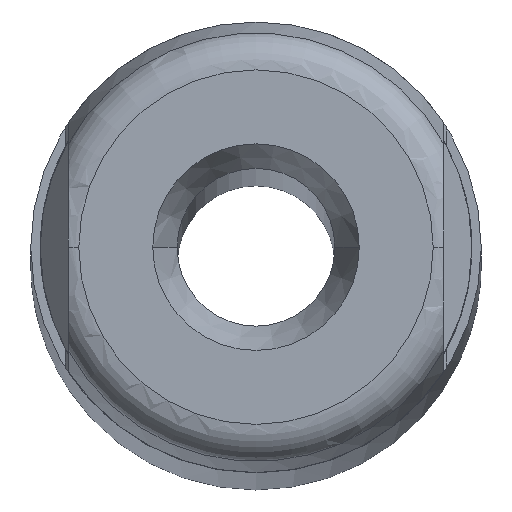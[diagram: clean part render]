
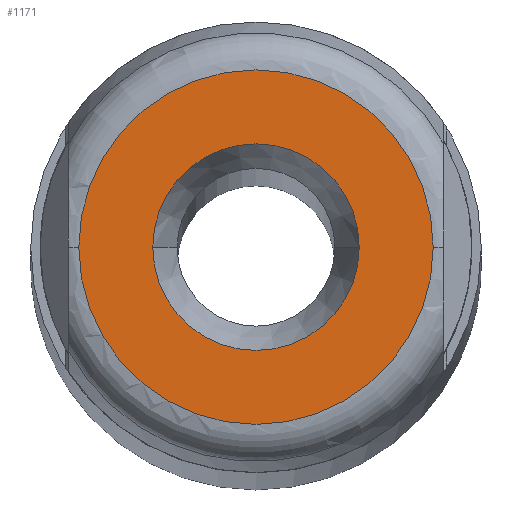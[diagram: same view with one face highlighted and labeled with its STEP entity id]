
A CAD part, top view. The second image highlights one B-rep face of the part: STEP entity #1171.
In plain terms, the highlighted planar face has unit normal (0, 0, 1).
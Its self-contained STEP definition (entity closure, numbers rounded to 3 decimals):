
#3 = EDGE_CURVE ( 'NONE', #1100, #1111, #288, .T. ) ;
#7 = ORIENTED_EDGE ( 'NONE', *, *, #1099, .F. ) ;
#9 = ORIENTED_EDGE ( 'NONE', *, *, #1160, .T. ) ;
#19 = EDGE_CURVE ( 'NONE', #1169, #1168, #308, .T. ) ;
#22 = EDGE_LOOP ( 'NONE', ( #9, #23 ) ) ;
#23 = ORIENTED_EDGE ( 'NONE', *, *, #19, .T. ) ;
#283 = DIRECTION ( 'NONE',  ( 0., 0., 1. ) ) ;
#284 = DIRECTION ( 'NONE',  ( 1., 0., 0. ) ) ;
#285 = DIRECTION ( 'NONE',  ( 0., 0., 1. ) ) ;
#286 = CARTESIAN_POINT ( 'NONE',  ( 0., 0., 0. ) ) ;
#287 = AXIS2_PLACEMENT_3D ( 'NONE', #286, #285, #284 ) ;
#288 = CIRCLE ( 'NONE', #287, 2.75 ) ;
#290 = AXIS2_PLACEMENT_3D ( 'NONE', #315, #283, #291 ) ;
#291 = DIRECTION ( 'NONE',  ( 1., 0., 0. ) ) ;
#308 = CIRCLE ( 'NONE', #290, 4.72 ) ;
#315 = CARTESIAN_POINT ( 'NONE',  ( 0., 0., 0. ) ) ;
#729 = CIRCLE ( 'NONE', #811, 2.75 ) ;
#752 = CARTESIAN_POINT ( 'NONE',  ( 0., 0., 0. ) ) ;
#753 = CARTESIAN_POINT ( 'NONE',  ( 2.75, 0., 0. ) ) ;
#791 = CARTESIAN_POINT ( 'NONE',  ( -2.75, 0., 0. ) ) ;
#809 = DIRECTION ( 'NONE',  ( 1., 0., 0. ) ) ;
#810 = DIRECTION ( 'NONE',  ( 0., 0., 1. ) ) ;
#811 = AXIS2_PLACEMENT_3D ( 'NONE', #752, #810, #809 ) ;
#886 = AXIS2_PLACEMENT_3D ( 'NONE', #890, #930, #929 ) ;
#890 = CARTESIAN_POINT ( 'NONE',  ( 0., 0., 0. ) ) ;
#897 = CIRCLE ( 'NONE', #886, 4.72 ) ;
#916 = PLANE ( 'NONE',  #974 ) ;
#917 = CARTESIAN_POINT ( 'NONE',  ( 4.72, 0., 0. ) ) ;
#920 = CARTESIAN_POINT ( 'NONE',  ( -4.72, 0., 0. ) ) ;
#925 = FACE_OUTER_BOUND ( 'NONE', #22, .T. ) ;
#926 = FACE_BOUND ( 'NONE', #1132, .T. ) ;
#929 = DIRECTION ( 'NONE',  ( 1., 0., 0. ) ) ;
#930 = DIRECTION ( 'NONE',  ( 0., 0., 1. ) ) ;
#971 = DIRECTION ( 'NONE',  ( -1., 0., 0. ) ) ;
#972 = DIRECTION ( 'NONE',  ( 0., 0., -1. ) ) ;
#973 = CARTESIAN_POINT ( 'NONE',  ( 0., 0., 0. ) ) ;
#974 = AXIS2_PLACEMENT_3D ( 'NONE', #973, #972, #971 ) ;
#1099 = EDGE_CURVE ( 'NONE', #1111, #1100, #729, .T. ) ;
#1100 = VERTEX_POINT ( 'NONE', #753 ) ;
#1111 = VERTEX_POINT ( 'NONE', #791 ) ;
#1132 = EDGE_LOOP ( 'NONE', ( #1189, #7 ) ) ;
#1160 = EDGE_CURVE ( 'NONE', #1168, #1169, #897, .T. ) ;
#1168 = VERTEX_POINT ( 'NONE', #917 ) ;
#1169 = VERTEX_POINT ( 'NONE', #920 ) ;
#1171 = ADVANCED_FACE ( 'NONE', ( #926, #925 ), #916, .F. ) ;
#1189 = ORIENTED_EDGE ( 'NONE', *, *, #3, .F. ) ;
